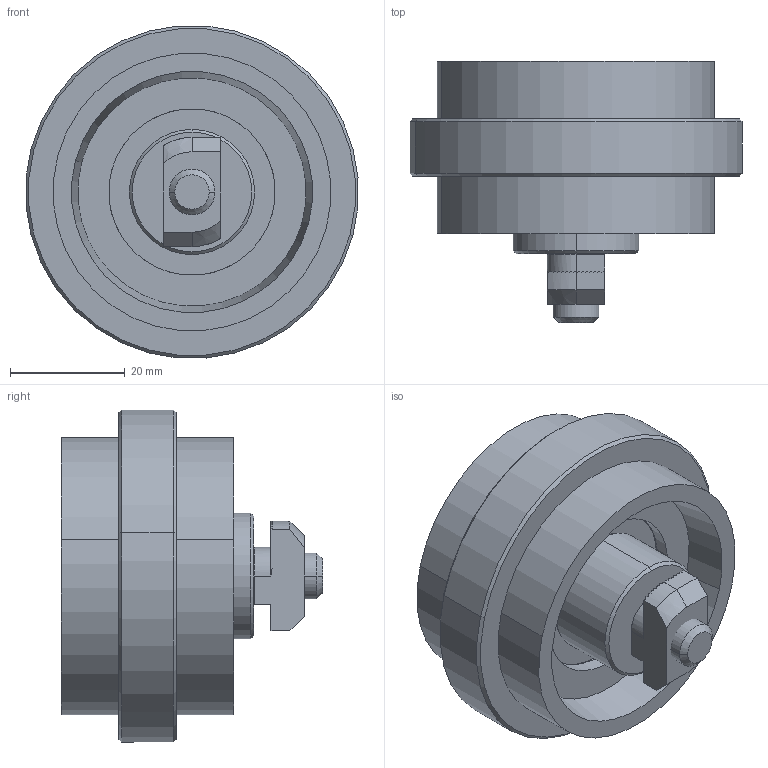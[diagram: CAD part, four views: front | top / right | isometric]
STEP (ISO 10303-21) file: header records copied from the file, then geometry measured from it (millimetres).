
FILE_DESCRIPTION (( 'STEP AP214' ), '1' );
FILE_NAME ('093026.STEP', '2012-09-19T09:32:12', ( '' ), ( '' ), 'SwSTEP 2.0', 'SolidWorks 2012', '' );
FILE_SCHEMA (( 'AUTOMOTIVE_DESIGN' ));
Length unit declared in the file: millimetre
Products named in the file (10): 340me116_Standard; 340me116-s_Standard; 340me116-k_Standard; 340me116-i_Standard; 340me119_Standard; 340me118-z_Standard; 093026r_Standard; 340me117_Standard; 09604830_Standard; 093026
Assembly tree (13 placements, depth 3):
  093026
    09604830_Standard
    340me117_Standard
    093026r_Standard
    340me118-z_Standard
    340me119_Standard
    340me116_Standard
      340me116-i_Standard
      340me116-k_Standard  x4
      340me116-s_Standard  x2
Bounding box: 57.79 x 45.5 x 57.79 mm (x, y, z)
Volume: 44150.7 mm3; surface area: 21573.4 mm2
Topology: 12 solids, 12 shells, 244 faces, 598 edges, 378 vertices
Faces by surface type: plane 128, cone 52, cylinder 46, torus 10, sphere 8
Entity records: 7076 total; most frequent: CARTESIAN_POINT 1335, DIRECTION 1158, ORIENTED_EDGE 1104, EDGE_CURVE 552, AXIS2_PLACEMENT_3D 423, VERTEX_POINT 348, LINE 312, VECTOR 312
